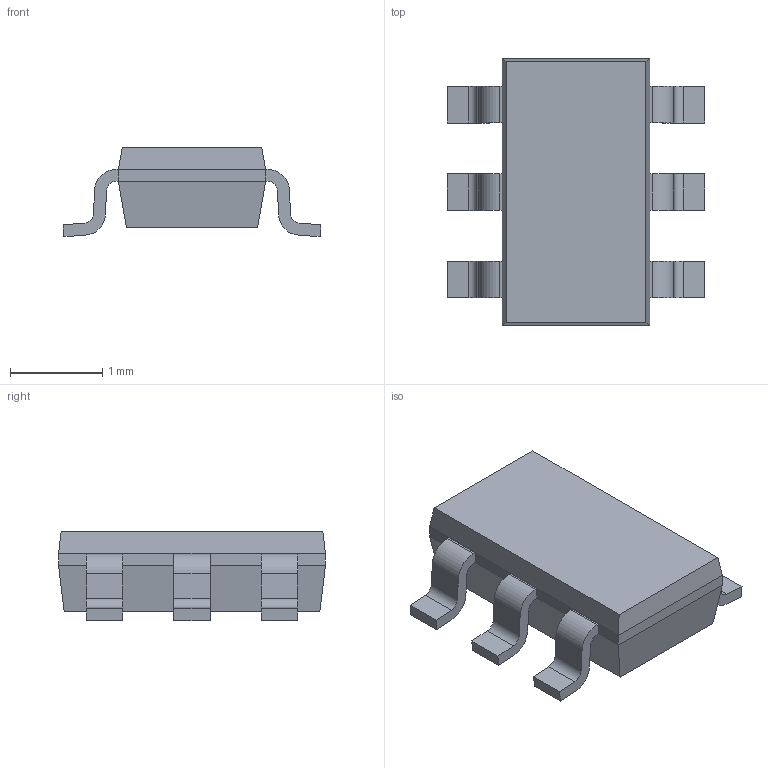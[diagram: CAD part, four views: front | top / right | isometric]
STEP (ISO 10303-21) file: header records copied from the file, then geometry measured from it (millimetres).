
FILE_DESCRIPTION((''),'2;1');
FILE_NAME('DDC0006A_ASM','2016-08-16T',('a0412025'),(''),'CREO PARAMETRIC BY PTC INC, 2016050','CREO PARAMETRIC BY PTC INC, 2016050','');
FILE_SCHEMA(('AUTOMOTIVE_DESIGN { 1 0 10303 214 1 1 1 1 }'));
Length unit declared in the file: millimetre
Products named in the file (3): BODY-SOT; LEAD-SOT; DDC0006A_ASM
Assembly tree (7 placements, depth 2):
  DDC0006A_ASM
    BODY-SOT
    LEAD-SOT  x6
Bounding box: 2.8 x 2.9 x 0.97 mm (x, y, z)
Volume: 4.1 mm3; surface area: 23.1 mm2
Topology: 7 solids, 7 shells, 98 faces, 244 edges, 160 vertices
Faces by surface type: plane 74, cylinder 24
Entity records: 1520 total; most frequent: CARTESIAN_POINT 154, DIRECTION 148, ORIENTED_EDGE 128, PROPERTY_DEFINITION 80, REPRESENTATION 76, PROPERTY_DEFINITION_REPRESENTATION 76, PRESENTATION_STYLE_ASSIGNMENT 66, STYLED_ITEM 66
